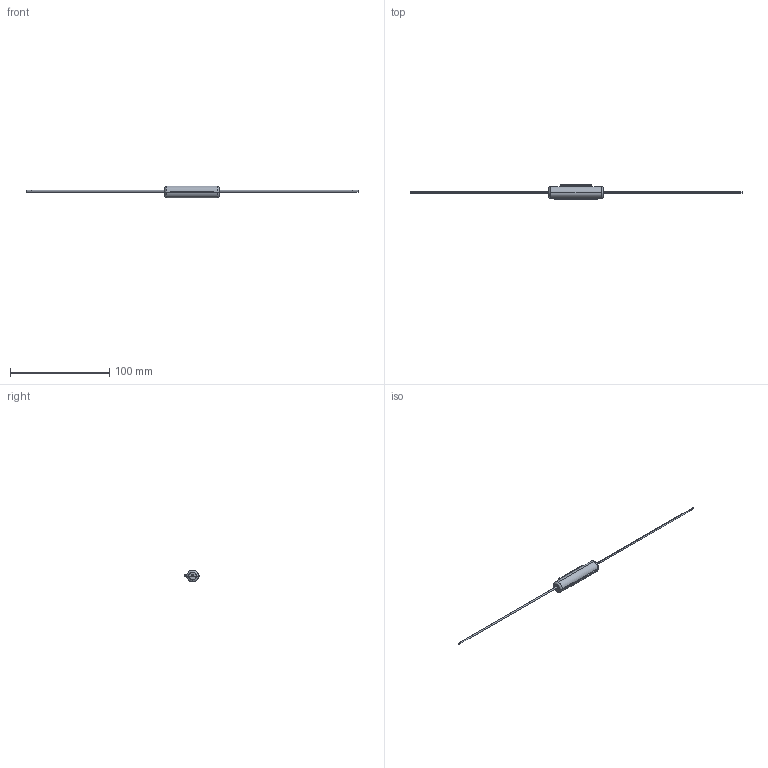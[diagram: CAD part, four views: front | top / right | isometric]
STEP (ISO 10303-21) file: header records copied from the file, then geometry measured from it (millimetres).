
FILE_DESCRIPTION (( 'STEP AP214' ), '1' );
FILE_NAME ('BF310.STEP', '2019-11-07T10:02:17', ( '' ), ( '' ), 'SwSTEP 2.0', 'SolidWorks 2017', '' );
FILE_SCHEMA (( 'AUTOMOTIVE_DESIGN' ));
Length unit declared in the file: millimetre
Products named in the file (1): BF310
Bounding box: 334.15 x 15.3 x 11.8 mm (x, y, z)
Volume: 6693 mm3; surface area: 5396 mm2
Topology: 6 solids, 6 shells, 65 faces, 147 edges, 96 vertices
Faces by surface type: plane 44, cylinder 15, torus 6
Entity records: 1906 total; most frequent: DIRECTION 333, CARTESIAN_POINT 309, ORIENTED_EDGE 294, EDGE_CURVE 147, AXIS2_PLACEMENT_3D 120, VERTEX_POINT 96, VECTOR 93, LINE 93
